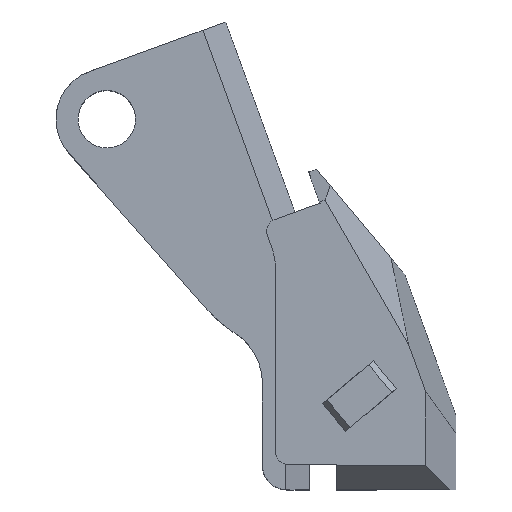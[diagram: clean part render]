
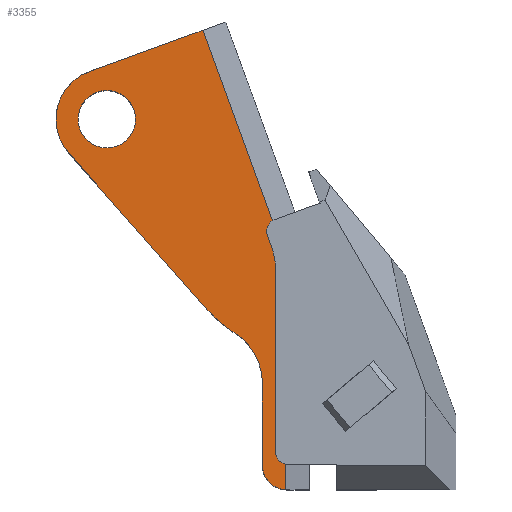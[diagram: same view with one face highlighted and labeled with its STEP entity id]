
A CAD part, top view. The second image highlights one B-rep face of the part: STEP entity #3355.
In plain terms, the highlighted planar face has unit normal (0, 0, 1).
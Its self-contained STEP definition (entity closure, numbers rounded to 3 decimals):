
#23=FACE_BOUND('',#518,.T.);
#156=CIRCLE('',#3584,4.2);
#160=CIRCLE('',#3601,5.);
#161=CIRCLE('',#3603,10.2);
#162=CIRCLE('',#3622,1.);
#163=CIRCLE('',#3626,1.);
#164=CIRCLE('',#3629,6.443);
#165=CIRCLE('',#3639,2.);
#166=CIRCLE('',#3641,2.375);
#333=FACE_OUTER_BOUND('',#517,.T.);
#517=EDGE_LOOP('',(#2981,#2982,#2983,#2984,#2985,#2986,#2987,#2988,#2989,
#2990,#2991,#2992,#2993,#2994));
#518=EDGE_LOOP('',(#2995));
#876=LINE('',#5480,#1259);
#878=LINE('',#5488,#1261);
#894=LINE('',#5525,#1277);
#899=LINE('',#5538,#1282);
#902=LINE('',#5556,#1285);
#903=LINE('',#5557,#1286);
#904=LINE('',#5558,#1287);
#1259=VECTOR('',#4445,10.);
#1261=VECTOR('',#4457,10.);
#1277=VECTOR('',#4501,10.);
#1282=VECTOR('',#4514,10.);
#1285=VECTOR('',#4543,10.);
#1286=VECTOR('',#4544,10.);
#1287=VECTOR('',#4545,10.);
#1577=VERTEX_POINT('',#5427);
#1578=VERTEX_POINT('',#5429);
#1582=VERTEX_POINT('',#5468);
#1583=VERTEX_POINT('',#5469);
#1584=VERTEX_POINT('',#5474);
#1585=VERTEX_POINT('',#5478);
#1586=VERTEX_POINT('',#5487);
#1591=VERTEX_POINT('',#5518);
#1592=VERTEX_POINT('',#5520);
#1593=VERTEX_POINT('',#5524);
#1595=VERTEX_POINT('',#5529);
#1596=VERTEX_POINT('',#5532);
#1597=VERTEX_POINT('',#5536);
#1599=VERTEX_POINT('',#5552);
#1600=VERTEX_POINT('',#5559);
#2018=EDGE_CURVE('',#1577,#1578,#156,.F.);
#2033=EDGE_CURVE('',#1582,#1583,#160,.T.);
#2036=EDGE_CURVE('',#1583,#1584,#161,.F.);
#2039=EDGE_CURVE('',#1582,#1585,#876,.T.);
#2042=EDGE_CURVE('',#1586,#1578,#878,.F.);
#2058=EDGE_CURVE('',#1591,#1592,#162,.F.);
#2060=EDGE_CURVE('',#1592,#1593,#894,.T.);
#2065=EDGE_CURVE('',#1595,#1596,#163,.T.);
#2067=EDGE_CURVE('',#1597,#1596,#899,.T.);
#2068=EDGE_CURVE('',#1593,#1597,#164,.T.);
#2072=EDGE_CURVE('',#1599,#1585,#165,.T.);
#2073=EDGE_CURVE('',#1595,#1599,#902,.F.);
#2074=EDGE_CURVE('',#1586,#1591,#903,.T.);
#2075=EDGE_CURVE('',#1584,#1577,#904,.F.);
#2076=EDGE_CURVE('',#1600,#1600,#166,.T.);
#2981=ORIENTED_EDGE('',*,*,#2039,.T.);
#2982=ORIENTED_EDGE('',*,*,#2072,.F.);
#2983=ORIENTED_EDGE('',*,*,#2073,.F.);
#2984=ORIENTED_EDGE('',*,*,#2065,.T.);
#2985=ORIENTED_EDGE('',*,*,#2067,.F.);
#2986=ORIENTED_EDGE('',*,*,#2068,.F.);
#2987=ORIENTED_EDGE('',*,*,#2060,.F.);
#2988=ORIENTED_EDGE('',*,*,#2058,.F.);
#2989=ORIENTED_EDGE('',*,*,#2074,.F.);
#2990=ORIENTED_EDGE('',*,*,#2042,.T.);
#2991=ORIENTED_EDGE('',*,*,#2018,.F.);
#2992=ORIENTED_EDGE('',*,*,#2075,.F.);
#2993=ORIENTED_EDGE('',*,*,#2036,.F.);
#2994=ORIENTED_EDGE('',*,*,#2033,.F.);
#2995=ORIENTED_EDGE('',*,*,#2076,.F.);
#3176=PLANE('',#3640);
#3355=ADVANCED_FACE('',(#333,#23),#3176,.F.);
#3584=AXIS2_PLACEMENT_3D('',#5430,#4390,#4391);
#3601=AXIS2_PLACEMENT_3D('',#5470,#4433,#4434);
#3603=AXIS2_PLACEMENT_3D('',#5475,#4439,#4440);
#3622=AXIS2_PLACEMENT_3D('',#5521,#4496,#4497);
#3626=AXIS2_PLACEMENT_3D('',#5534,#4509,#4510);
#3629=AXIS2_PLACEMENT_3D('',#5540,#4517,#4518);
#3639=AXIS2_PLACEMENT_3D('',#5554,#4539,#4540);
#3640=AXIS2_PLACEMENT_3D('',#5555,#4541,#4542);
#3641=AXIS2_PLACEMENT_3D('',#5560,#4546,#4547);
#4390=DIRECTION('center_axis',(0.,0.,
1.));
#4391=DIRECTION('ref_axis',(-1.,0.,0.));
#4433=DIRECTION('center_axis',(0.,0.,
1.));
#4434=DIRECTION('ref_axis',(0.875,0.485,0.));
#4439=DIRECTION('center_axis',(0.,0.,
1.));
#4440=DIRECTION('ref_axis',(-0.65,-0.76,0.));
#4445=DIRECTION('',(0.,-1.,0.));
#4457=DIRECTION('',(0.94,0.342,0.));
#4496=DIRECTION('center_axis',(0.,0.,
-1.));
#4497=DIRECTION('ref_axis',(-0.906,0.423,0.));
#4501=DIRECTION('',(0.342,-0.94,0.));
#4509=DIRECTION('center_axis',(0.,0.,
-1.));
#4510=DIRECTION('ref_axis',(-0.707,-0.707,0.));
#4514=DIRECTION('',(0.,-1.,0.));
#4517=DIRECTION('center_axis',(0.,0.,
-1.));
#4518=DIRECTION('ref_axis',(1.,0.,0.));
#4539=DIRECTION('center_axis',(0.,0.,
-1.));
#4540=DIRECTION('ref_axis',(-0.707,-0.707,0.));
#4541=DIRECTION('center_axis',(0.,0.,
-1.));
#4542=DIRECTION('ref_axis',(-1.,0.,0.));
#4543=DIRECTION('',(0.,1.,0.));
#4544=DIRECTION('',(0.342,-0.94,0.));
#4545=DIRECTION('',(0.662,-0.75,0.));
#4546=DIRECTION('center_axis',(0.,0.,
1.));
#4547=DIRECTION('ref_axis',(-1.,0.,0.));
#5427=CARTESIAN_POINT('',(43.973,93.824,-110.801));
#5429=CARTESIAN_POINT('',(45.686,100.549,-110.801));
#5430=CARTESIAN_POINT('Origin',(47.122,96.602,-110.801));
#5468=CARTESIAN_POINT('',(60.,74.722,-110.801));
#5469=CARTESIAN_POINT('',(57.649,78.962,-110.801));
#5470=CARTESIAN_POINT('Origin',(55.,74.722,-110.801));
#5474=CARTESIAN_POINT('',(55.405,80.865,-110.801));
#5475=CARTESIAN_POINT('Origin',(63.054,87.613,-110.801));
#5478=CARTESIAN_POINT('',(60.,67.958,-110.801));
#5480=CARTESIAN_POINT('',(60.,67.958,-110.801));
#5487=CARTESIAN_POINT('',(55.082,103.969,-110.801));
#5488=CARTESIAN_POINT('',(57.713,104.927,-110.801));
#5518=CARTESIAN_POINT('',(60.82,88.201,-110.801));
#5520=CARTESIAN_POINT('',(60.404,87.007,-110.801));
#5521=CARTESIAN_POINT('Origin',(61.343,87.349,-110.801));
#5524=CARTESIAN_POINT('',(60.711,86.161,-110.801));
#5525=CARTESIAN_POINT('',(60.062,87.947,-110.801));
#5529=CARTESIAN_POINT('',(61.9,68.078,-110.801));
#5532=CARTESIAN_POINT('',(61.1,69.058,-110.801));
#5534=CARTESIAN_POINT('Origin',(62.1,69.058,-110.801));
#5536=CARTESIAN_POINT('',(61.1,83.958,-110.801));
#5538=CARTESIAN_POINT('',(61.1,83.958,-110.801));
#5540=CARTESIAN_POINT('Origin',(54.657,83.958,-110.801));
#5552=CARTESIAN_POINT('',(61.9,65.96,-110.801));
#5554=CARTESIAN_POINT('Origin',(62.,67.958,-110.801));
#5555=CARTESIAN_POINT('Origin',(60.484,87.957,-110.801));
#5556=CARTESIAN_POINT('',(61.9,82.957,-110.801));
#5557=CARTESIAN_POINT('',(60.477,89.144,-110.801));
#5558=CARTESIAN_POINT('',(56.98,79.08,-110.801));
#5559=CARTESIAN_POINT('',(49.497,96.602,-110.801));
#5560=CARTESIAN_POINT('Origin',(47.122,96.602,-110.801));
